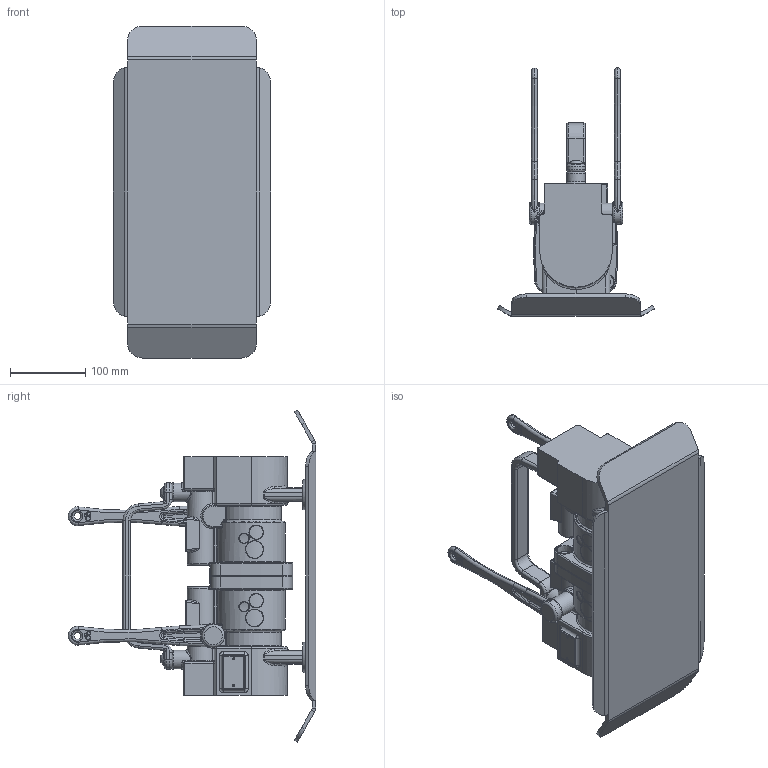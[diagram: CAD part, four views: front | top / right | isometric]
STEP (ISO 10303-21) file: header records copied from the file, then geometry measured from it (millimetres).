
FILE_DESCRIPTION(/* description */ ('PS 660V 150A 4P B2B QR Full Assembly'),/* implementation_level */ '2;1');
FILE_NAME(/* name */ 'PS B2B QR [Solid].stp',/* time_stamp */ '2022-10-18T06:08:24+10:00',/* author */ ('a.tao491'),/* organization */ (''),/* preprocessor_version */ 'ST-DEVELOPER v16.5',/* originating_system */ 'Autodesk Inventor 2017',/* authorisation */ '');
FILE_SCHEMA (('AUTOMOTIVE_DESIGN { 1 0 10303 214 3 1 1 }'));
Length unit declared in the file: millimetre
Products named in the file (7): RS2460QR_SLD; 1696_SLD; 1824; 2539 xx; 3206_SLD; 2521_SLD; 2531_SLD
Assembly tree (9 placements, depth 2):
  RS2460QR_SLD
    1696_SLD
    1824  x2
    2539 xx
    3206_SLD
    2521_SLD  x2
    2531_SLD  x2
Bounding box: 208.11 x 328.68 x 440.07 mm (x, y, z)
Volume: 3744763.9 mm3; surface area: 481106.6 mm2
Topology: 9 solids, 9 shells, 1186 faces, 2686 edges, 1514 vertices
Faces by surface type: cylinder 388, plane 280, bspline 244, torus 206, sphere 40, cone 28
Full cylindrical faces by diameter (mm): 2.7 x4, 8.376 x4, 9.5 x2, 9.85 x2, 10.2 x4, 12.88 x4, 15 x2, 17.25 x2, 18 x2, 18.4 x4, 23 x4, 25 x2, 26.5 x2
Entity records: 24601 total; most frequent: CARTESIAN_POINT 8828, DIRECTION 3359, ORIENTED_EDGE 3094, EDGE_CURVE 1547, AXIS2_PLACEMENT_3D 1383, VERTEX_POINT 925, EDGE_LOOP 836, FACE_OUTER_BOUND 728
